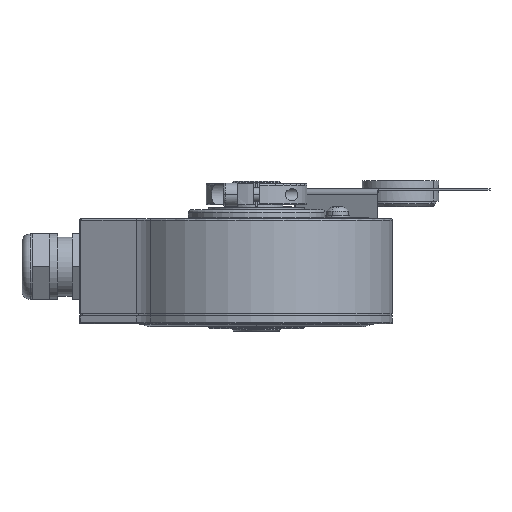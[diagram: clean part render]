
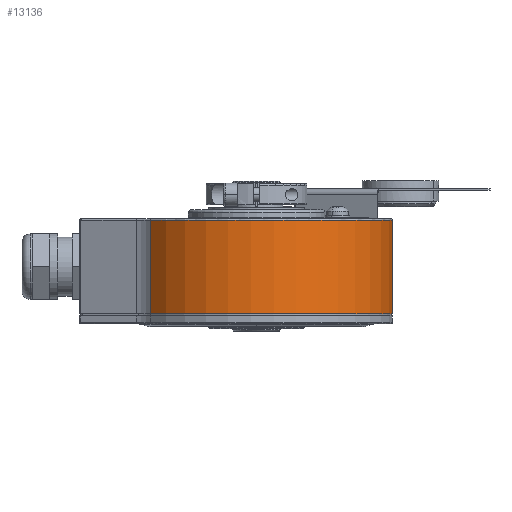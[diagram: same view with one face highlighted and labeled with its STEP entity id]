
A CAD part, left-side view. The second image highlights one B-rep face of the part: STEP entity #13136.
In plain terms, the highlighted cylindrical face has radius 50 mm (diameter 100 mm), a partial arc.
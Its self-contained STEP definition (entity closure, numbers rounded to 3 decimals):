
#1191=CARTESIAN_POINT('',(0.,0.,-77.85));
#1192=DIRECTION('',(0.,0.,1.));
#1193=DIRECTION('',(-0.627,0.779,0.));
#1194=AXIS2_PLACEMENT_3D('',#1191,#1192,#1193);
#1717=CARTESIAN_POINT('',(0.,0.,-43.65));
#1718=DIRECTION('',(0.,0.,1.));
#1719=DIRECTION('',(-0.627,0.779,0.));
#1720=AXIS2_PLACEMENT_3D('',#1717,#1718,#1719);
#1722=DIRECTION('',(0.,0.,-1.));
#1723=VECTOR('',#1722,34.2);
#1724=CARTESIAN_POINT('',(31.345,38.955,-43.65));
#1725=LINE('',#1724,#1723);
#1726=DIRECTION('',(0.,0.,-1.));
#1727=VECTOR('',#1726,34.2);
#1728=CARTESIAN_POINT('',(-31.345,38.955,-43.65));
#1729=LINE('',#1728,#1727);
#10198=CARTESIAN_POINT('',(-31.345,38.955,-77.85));
#10199=CARTESIAN_POINT('',(31.345,38.955,-77.85));
#10200=VERTEX_POINT('',#10198);
#10201=VERTEX_POINT('',#10199);
#10274=CARTESIAN_POINT('',(31.345,38.955,-43.65));
#10276=VERTEX_POINT('',#10274);
#10300=CARTESIAN_POINT('',(-31.345,38.955,-43.65));
#10301=VERTEX_POINT('',#10300);
#13124=CARTESIAN_POINT('',(0.,0.,-36.05));
#13125=DIRECTION('',(0.,0.,1.));
#13126=DIRECTION('',(1.,0.,0.));
#13127=AXIS2_PLACEMENT_3D('',#13124,#13125,#13126);
#13128=CYLINDRICAL_SURFACE('',#13127,50.);
#13129=ORIENTED_EDGE('',*,*,#12983,.T.);
#13130=ORIENTED_EDGE('',*,*,#13119,.T.);
#13131=ORIENTED_EDGE('',*,*,#12652,.F.);
#13133=ORIENTED_EDGE('',*,*,#13132,.F.);
#13134=EDGE_LOOP('',(#13129,#13130,#13131,#13133));
#13135=FACE_OUTER_BOUND('',#13134,.F.);
#1195=CIRCLE('',#1194,50.);
#1721=CIRCLE('',#1720,50.);
#12652=EDGE_CURVE('',#10200,#10201,#1195,.T.);
#12983=EDGE_CURVE('',#10301,#10276,#1721,.T.);
#13119=EDGE_CURVE('',#10276,#10201,#1725,.T.);
#13132=EDGE_CURVE('',#10301,#10200,#1729,.T.);
#13136=ADVANCED_FACE('',(#13135),#13128,.T.);
